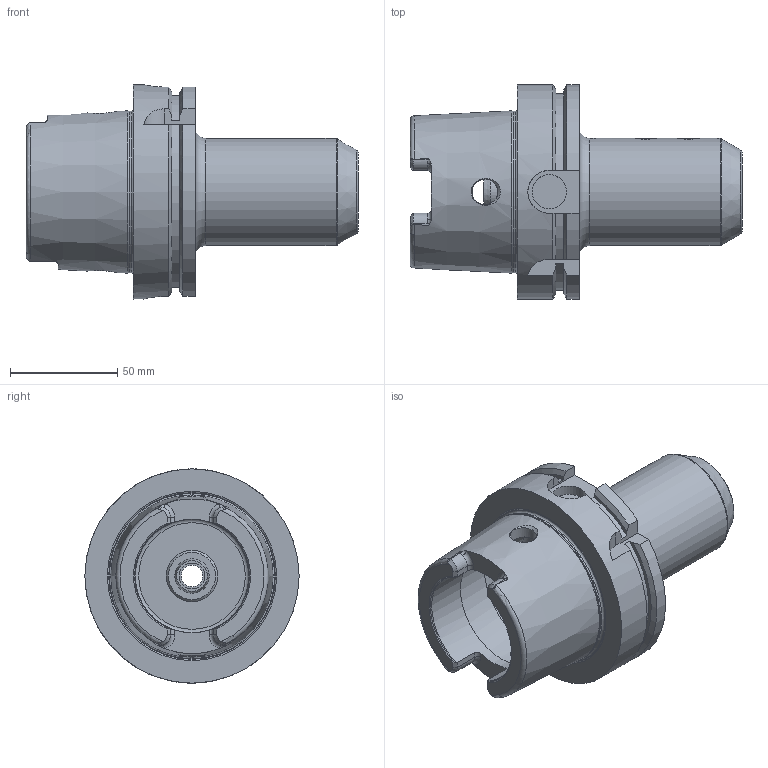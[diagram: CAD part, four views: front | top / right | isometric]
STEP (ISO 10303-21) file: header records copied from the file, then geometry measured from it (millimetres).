
FILE_DESCRIPTION((''),'2;1');
FILE_NAME('542077120105-3D.stp','2020-07-08T11:10:50',('nttooll'),(''),'Autodesk Inventor 2012','Autodesk Inventor 2012','');
FILE_SCHEMA(('AUTOMOTIVE_DESIGN { 1 0 10303 214 1 1 1 1 }'));
Length unit declared in the file: millimetre
Products named in the file (1): 542077120105-3D
Bounding box: 155 x 100 x 100 mm (x, y, z)
Volume: 383407.4 mm3; surface area: 67480.1 mm2
Topology: 1 solids, 1 shells, 144 faces, 362 edges, 227 vertices
Faces by surface type: plane 48, cylinder 46, cone 32, torus 18
Full cylindrical faces by diameter (mm): 5 x2, 5.774 x2, 10 x3, 12 x3, 15.3 x1, 16 x2, 20 x1, 20.4 x1, 24 x1, 50 x1, 53 x1, 53.8 x1, 63 x1, 75.3 x1, 100 x1
Entity records: 4463 total; most frequent: CARTESIAN_POINT 1320, DIRECTION 655, ORIENTED_EDGE 592, EDGE_CURVE 296, AXIS2_PLACEMENT_3D 278, VERTEX_POINT 211, EDGE_LOOP 207, FACE_OUTER_BOUND 144
